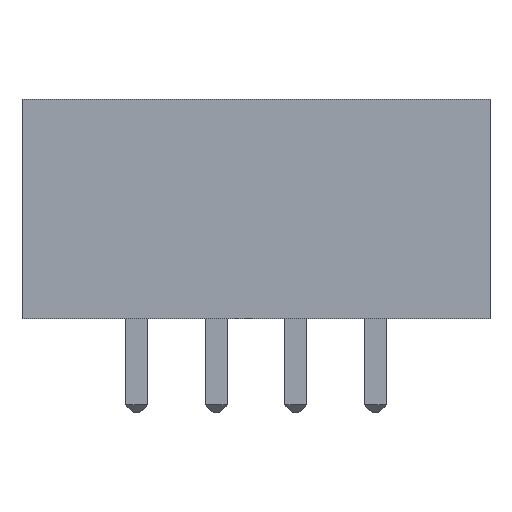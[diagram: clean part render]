
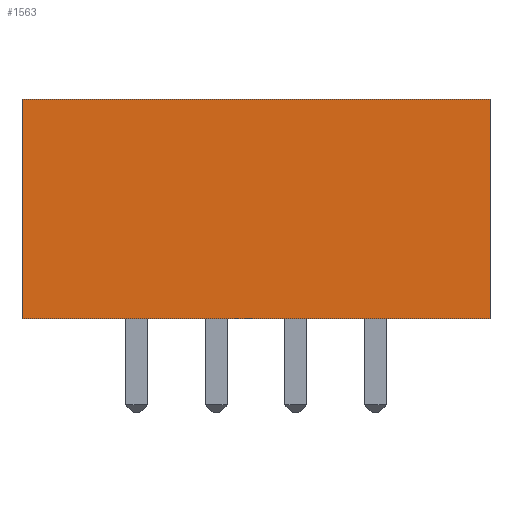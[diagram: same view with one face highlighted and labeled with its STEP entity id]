
A CAD part, top view. The second image highlights one B-rep face of the part: STEP entity #1563.
In plain terms, the highlighted planar face has unit normal (0, 0, 1).
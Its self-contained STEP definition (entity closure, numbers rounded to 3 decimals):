
#26=FACE_OUTER_BOUND('',#116,.T.);
#116=EDGE_LOOP('',(#986,#987,#988,#989));
#217=LINE('',#2161,#425);
#229=LINE('',#2185,#437);
#231=LINE('',#2188,#439);
#232=LINE('',#2189,#440);
#425=VECTOR('',#1766,7.);
#437=VECTOR('',#1782,7.);
#439=VECTOR('',#1786,14.94);
#440=VECTOR('',#1787,14.94);
#630=VERTEX_POINT('',#2154);
#633=VERTEX_POINT('',#2159);
#642=VERTEX_POINT('',#2182);
#643=VERTEX_POINT('',#2184);
#761=EDGE_CURVE('',#633,#630,#217,.T.);
#773=EDGE_CURVE('',#643,#642,#229,.T.);
#775=EDGE_CURVE('',#642,#630,#231,.T.);
#776=EDGE_CURVE('',#643,#633,#232,.T.);
#986=ORIENTED_EDGE('',*,*,#775,.T.);
#987=ORIENTED_EDGE('',*,*,#761,.F.);
#988=ORIENTED_EDGE('',*,*,#776,.F.);
#989=ORIENTED_EDGE('',*,*,#773,.T.);
#1382=PLANE('',#1667);
#1563=ADVANCED_FACE('',(#26),#1382,.F.);
#1667=AXIS2_PLACEMENT_3D('',#2187,#1784,#1785);
#1766=DIRECTION('',(0.,-1.,0.));
#1782=DIRECTION('',(0.,-1.,0.));
#1784=DIRECTION('center_axis',(0.,0.,-1.));
#1785=DIRECTION('ref_axis',(-1.,0.,0.));
#1786=DIRECTION('',(1.,0.,0.));
#1787=DIRECTION('',(1.,0.,0.));
#2154=CARTESIAN_POINT('',(7.47,0.,3.05));
#2159=CARTESIAN_POINT('',(7.47,7.,3.05));
#2161=CARTESIAN_POINT('',(7.47,7.,3.05));
#2182=CARTESIAN_POINT('',(-7.47,0.,3.05));
#2184=CARTESIAN_POINT('',(-7.47,7.,3.05));
#2185=CARTESIAN_POINT('',(-7.47,7.,3.05));
#2187=CARTESIAN_POINT('Origin',(-7.47,7.,3.05));
#2188=CARTESIAN_POINT('',(-7.47,0.,3.05));
#2189=CARTESIAN_POINT('',(-7.47,7.,3.05));
